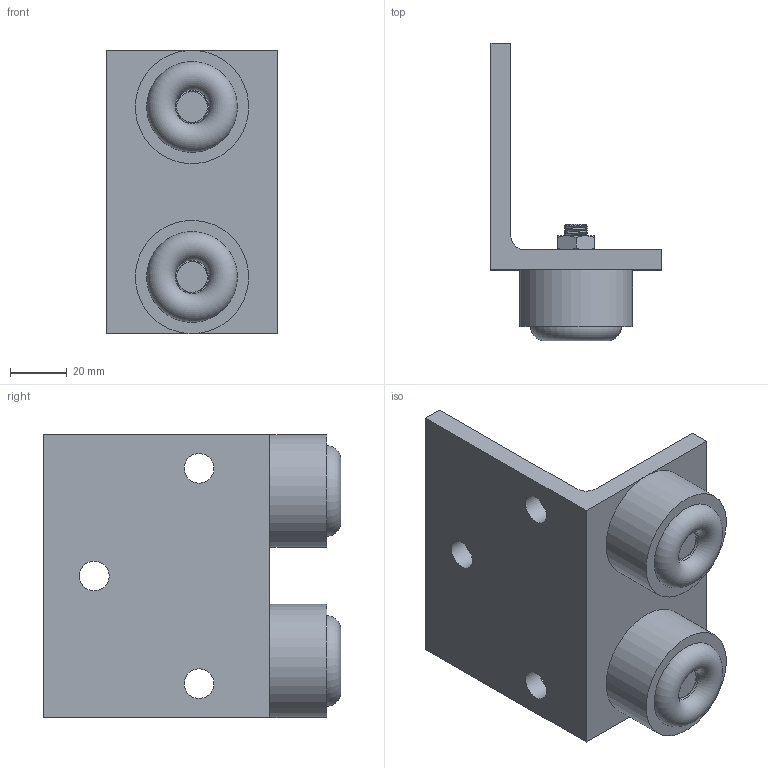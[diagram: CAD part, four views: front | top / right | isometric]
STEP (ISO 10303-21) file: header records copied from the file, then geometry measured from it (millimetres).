
FILE_DESCRIPTION((''),'2;1');
FILE_NAME('2094.stp','2010-06-01T11:45:16',('Giuliano'),(''),'Autodesk Inventor 2010','Autodesk Inventor 2010','');
FILE_SCHEMA(('AUTOMOTIVE_DESIGN { 1 0 10303 214 1 1 1 1 }'));
Length unit declared in the file: millimetre
Products named in the file (5): 2094; 2094 equerre; 12692; vis TH M8x30; JIS B 1181 normal Classe 3  (Taraudage fin - Métrique) Classe 3 normalM8x1
Assembly tree (7 placements, depth 2):
  2094
    2094 equerre
    12692  x2
    vis TH M8x30  x2
    JIS B 1181 normal Classe 3  (Taraudage fin - Métrique) Classe 3 normalM8x1  x2
Bounding box: 60 x 105 x 100 mm (x, y, z)
Volume: 148424 mm3; surface area: 45926.3 mm2
Topology: 7 solids, 7 shells, 202 faces, 691 edges, 453 vertices
Faces by surface type: bspline 115, plane 50, cone 30, cylinder 5, torus 2
Full cylindrical faces by diameter (mm): 40 x2
Entity records: 12256 total; most frequent: CARTESIAN_POINT 10060, ORIENTED_EDGE 518, EDGE_CURVE 259, DIRECTION 239, VERTEX_POINT 177, B_SPLINE_CURVE_WITH_KNOTS 156, EDGE_LOOP 140, FACE_OUTER_BOUND 108
